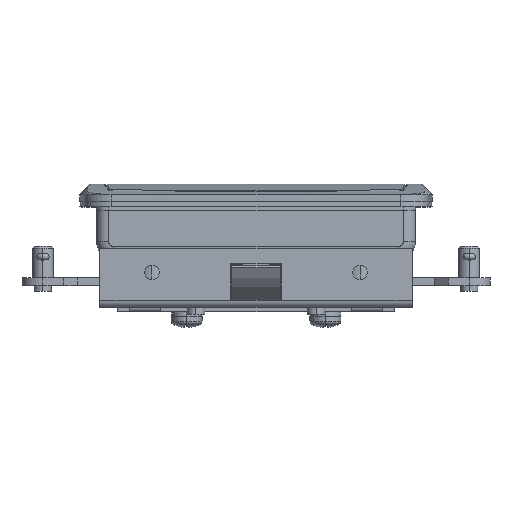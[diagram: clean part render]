
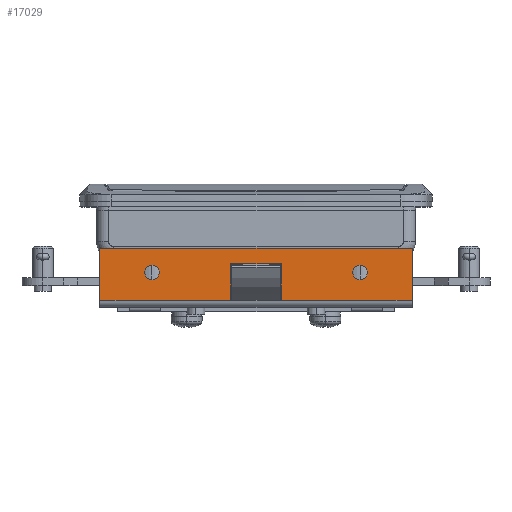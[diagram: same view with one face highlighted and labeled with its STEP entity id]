
A CAD part, top view. The second image highlights one B-rep face of the part: STEP entity #17029.
In plain terms, the highlighted planar face has unit normal (0, 0, 1).
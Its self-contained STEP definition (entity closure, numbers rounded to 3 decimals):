
#258 = CARTESIAN_POINT ( 'NONE',  ( -7.25, 2.5, 0. ) ) ;
#343 = VECTOR ( 'NONE', #16127, 1000. ) ;
#781 = CARTESIAN_POINT ( 'NONE',  ( -45., -8., 0. ) ) ;
#928 = LINE ( 'NONE', #14243, #343 ) ;
#1327 = ORIENTED_EDGE ( 'NONE', *, *, #23367, .F. ) ;
#1433 = VERTEX_POINT ( 'NONE', #16585 ) ;
#1611 = EDGE_CURVE ( 'NONE', #17005, #15904, #9311, .T. ) ;
#1966 = CIRCLE ( 'NONE', #23666, 2.1 ) ;
#2051 = LINE ( 'NONE', #7615, #18899 ) ;
#2308 = LINE ( 'NONE', #13128, #21507 ) ;
#3134 = LINE ( 'NONE', #5870, #19409 ) ;
#3452 = DIRECTION ( 'NONE',  ( 0., 1., 0. ) ) ;
#3508 = VERTEX_POINT ( 'NONE', #781 ) ;
#3565 = DIRECTION ( 'NONE',  ( 1., 0., 0. ) ) ;
#3783 = CARTESIAN_POINT ( 'NONE',  ( -45., 7., 0. ) ) ;
#3794 = EDGE_CURVE ( 'NONE', #12850, #1433, #14908, .T. ) ;
#4269 = DIRECTION ( 'NONE',  ( 0., -1., 0. ) ) ;
#4503 = DIRECTION ( 'NONE',  ( -1., 0., 0. ) ) ;
#4586 = CARTESIAN_POINT ( 'NONE',  ( 45., 7., 0. ) ) ;
#5292 = DIRECTION ( 'NONE',  ( 0., 0., 1. ) ) ;
#5534 = AXIS2_PLACEMENT_3D ( 'NONE', #6043, #11704, #22737 ) ;
#5628 = VERTEX_POINT ( 'NONE', #5777 ) ;
#5685 = VERTEX_POINT ( 'NONE', #8911 ) ;
#5777 = CARTESIAN_POINT ( 'NONE',  ( 7.25, -8., 0. ) ) ;
#5870 = CARTESIAN_POINT ( 'NONE',  ( -7.25, 2.5, 0. ) ) ;
#5983 = EDGE_CURVE ( 'NONE', #17205, #5685, #2051, .T. ) ;
#6043 = CARTESIAN_POINT ( 'NONE',  ( 30., 0., 0. ) ) ;
#6183 = ORIENTED_EDGE ( 'NONE', *, *, #3794, .F. ) ;
#6222 = VECTOR ( 'NONE', #22802, 1000. ) ;
#6529 = EDGE_CURVE ( 'NONE', #5628, #10264, #18866, .T. ) ;
#6965 = CARTESIAN_POINT ( 'NONE',  ( 45., 7., 0. ) ) ;
#7042 = DIRECTION ( 'NONE',  ( 0., 0., 1. ) ) ;
#7599 = VERTEX_POINT ( 'NONE', #12543 ) ;
#7615 = CARTESIAN_POINT ( 'NONE',  ( -7.25, 2.5, 0. ) ) ;
#7845 = FACE_BOUND ( 'NONE', #19003, .T. ) ;
#8012 = ORIENTED_EDGE ( 'NONE', *, *, #5983, .F. ) ;
#8072 = ORIENTED_EDGE ( 'NONE', *, *, #16001, .T. ) ;
#8220 = EDGE_CURVE ( 'NONE', #10264, #17205, #3134, .T. ) ;
#8494 = ORIENTED_EDGE ( 'NONE', *, *, #1611, .F. ) ;
#8808 = DIRECTION ( 'NONE',  ( 0., 1., 0. ) ) ;
#8911 = CARTESIAN_POINT ( 'NONE',  ( -7.25, -8., 0. ) ) ;
#9311 = CIRCLE ( 'NONE', #5534, 2.1 ) ;
#9328 = EDGE_LOOP ( 'NONE', ( #8494, #23004 ) ) ;
#9345 = EDGE_CURVE ( 'NONE', #1433, #12850, #17761, .T. ) ;
#10264 = VERTEX_POINT ( 'NONE', #22159 ) ;
#10553 = VERTEX_POINT ( 'NONE', #23142 ) ;
#10728 = AXIS2_PLACEMENT_3D ( 'NONE', #14492, #7042, #16452 ) ;
#11136 = LINE ( 'NONE', #20934, #6222 ) ;
#11440 = ORIENTED_EDGE ( 'NONE', *, *, #11766, .T. ) ;
#11643 = VECTOR ( 'NONE', #3452, 1000. ) ;
#11704 = DIRECTION ( 'NONE',  ( 0., 0., 1. ) ) ;
#11766 = EDGE_CURVE ( 'NONE', #20092, #7599, #22445, .T. ) ;
#11882 = DIRECTION ( 'NONE',  ( -1., 0., 0. ) ) ;
#12367 = ORIENTED_EDGE ( 'NONE', *, *, #19685, .T. ) ;
#12543 = CARTESIAN_POINT ( 'NONE',  ( -45., 7., 0. ) ) ;
#12712 = AXIS2_PLACEMENT_3D ( 'NONE', #19995, #23732, #8808 ) ;
#12751 = FACE_BOUND ( 'NONE', #9328, .T. ) ;
#12766 = CARTESIAN_POINT ( 'NONE',  ( -30., 0., 0. ) ) ;
#12850 = VERTEX_POINT ( 'NONE', #16023 ) ;
#13128 = CARTESIAN_POINT ( 'NONE',  ( 45., -8., 0. ) ) ;
#14243 = CARTESIAN_POINT ( 'NONE',  ( 45., -8., 0. ) ) ;
#14492 = CARTESIAN_POINT ( 'NONE',  ( -30., 0., 0. ) ) ;
#14908 = CIRCLE ( 'NONE', #10728, 2.1 ) ;
#14934 = CARTESIAN_POINT ( 'NONE',  ( 30., 0., 0. ) ) ;
#15528 = VECTOR ( 'NONE', #11882, 1000. ) ;
#15785 = EDGE_LOOP ( 'NONE', ( #8072, #21554, #8012, #17864, #20261, #12367, #1327, #11440 ) ) ;
#15904 = VERTEX_POINT ( 'NONE', #16707 ) ;
#16001 = EDGE_CURVE ( 'NONE', #7599, #3508, #20303, .T. ) ;
#16023 = CARTESIAN_POINT ( 'NONE',  ( -32.1, 0., 0. ) ) ;
#16127 = DIRECTION ( 'NONE',  ( 1., 0., 0. ) ) ;
#16245 = VECTOR ( 'NONE', #17177, 1000. ) ;
#16452 = DIRECTION ( 'NONE',  ( 1., 0., 0. ) ) ;
#16518 = DIRECTION ( 'NONE',  ( 1., 0., 0. ) ) ;
#16585 = CARTESIAN_POINT ( 'NONE',  ( -27.9, 0., 0. ) ) ;
#16633 = DIRECTION ( 'NONE',  ( 1., 0., 0. ) ) ;
#16707 = CARTESIAN_POINT ( 'NONE',  ( 27.9, 0., 0. ) ) ;
#17005 = VERTEX_POINT ( 'NONE', #18116 ) ;
#17029 = ADVANCED_FACE ( 'NONE', ( #12751, #7845, #20311 ), #23577, .F. ) ;
#17177 = DIRECTION ( 'NONE',  ( 0., -1., 0. ) ) ;
#17205 = VERTEX_POINT ( 'NONE', #258 ) ;
#17761 = CIRCLE ( 'NONE', #20225, 2.1 ) ;
#17864 = ORIENTED_EDGE ( 'NONE', *, *, #8220, .F. ) ;
#18038 = CARTESIAN_POINT ( 'NONE',  ( 7.25, 2.5, 0. ) ) ;
#18116 = CARTESIAN_POINT ( 'NONE',  ( 32.1, 0., 0. ) ) ;
#18866 = LINE ( 'NONE', #18038, #11643 ) ;
#18899 = VECTOR ( 'NONE', #4269, 1000. ) ;
#19003 = EDGE_LOOP ( 'NONE', ( #23313, #6183 ) ) ;
#19409 = VECTOR ( 'NONE', #4503, 1000. ) ;
#19685 = EDGE_CURVE ( 'NONE', #5628, #10553, #2308, .T. ) ;
#19995 = CARTESIAN_POINT ( 'NONE',  ( 45., 7., 0. ) ) ;
#20092 = VERTEX_POINT ( 'NONE', #6965 ) ;
#20225 = AXIS2_PLACEMENT_3D ( 'NONE', #12766, #5292, #16518 ) ;
#20261 = ORIENTED_EDGE ( 'NONE', *, *, #6529, .F. ) ;
#20303 = LINE ( 'NONE', #3783, #16245 ) ;
#20311 = FACE_OUTER_BOUND ( 'NONE', #15785, .T. ) ;
#20934 = CARTESIAN_POINT ( 'NONE',  ( 45., 7., 0. ) ) ;
#21156 = EDGE_CURVE ( 'NONE', #15904, #17005, #1966, .T. ) ;
#21507 = VECTOR ( 'NONE', #16633, 1000. ) ;
#21554 = ORIENTED_EDGE ( 'NONE', *, *, #24021, .T. ) ;
#22159 = CARTESIAN_POINT ( 'NONE',  ( 7.25, 2.5, 0. ) ) ;
#22213 = DIRECTION ( 'NONE',  ( 0., 0., 1. ) ) ;
#22445 = LINE ( 'NONE', #4586, #15528 ) ;
#22737 = DIRECTION ( 'NONE',  ( 1., 0., 0. ) ) ;
#22802 = DIRECTION ( 'NONE',  ( 0., -1., 0. ) ) ;
#23004 = ORIENTED_EDGE ( 'NONE', *, *, #21156, .F. ) ;
#23142 = CARTESIAN_POINT ( 'NONE',  ( 45., -8., 0. ) ) ;
#23313 = ORIENTED_EDGE ( 'NONE', *, *, #9345, .F. ) ;
#23367 = EDGE_CURVE ( 'NONE', #20092, #10553, #11136, .T. ) ;
#23577 = PLANE ( 'NONE',  #12712 ) ;
#23666 = AXIS2_PLACEMENT_3D ( 'NONE', #14934, #22213, #3565 ) ;
#23732 = DIRECTION ( 'NONE',  ( 0., 0., -1. ) ) ;
#24021 = EDGE_CURVE ( 'NONE', #3508, #5685, #928, .T. ) ;
